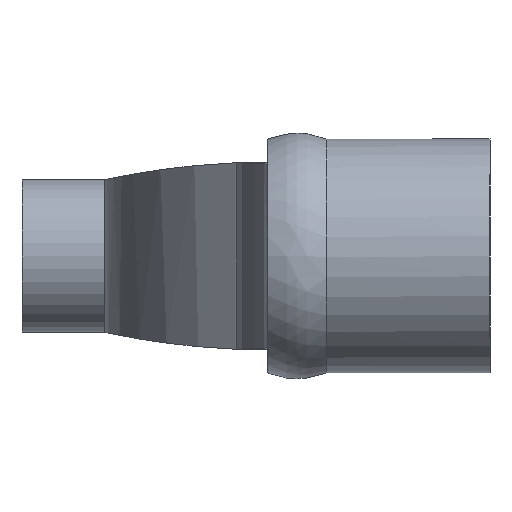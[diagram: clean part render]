
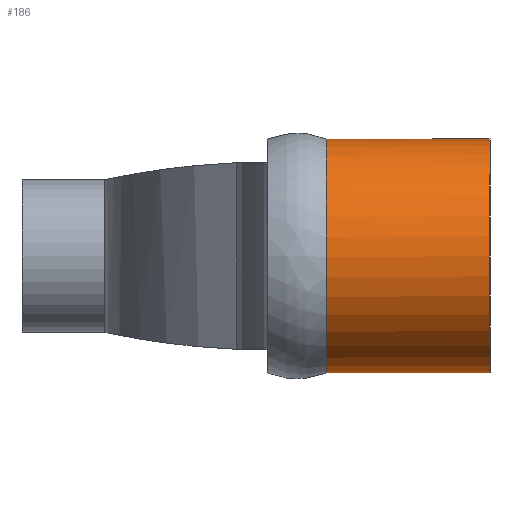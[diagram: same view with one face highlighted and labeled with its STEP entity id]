
A CAD part, left-side view. The second image highlights one B-rep face of the part: STEP entity #186.
In plain terms, the highlighted cylindrical face has radius 10 mm (diameter 20 mm), a full revolution.
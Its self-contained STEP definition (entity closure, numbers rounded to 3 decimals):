
#99=FACE_BOUND('',#259,.T.);
#100=FACE_BOUND('',#260,.T.);
#109=CYLINDRICAL_SURFACE('',#682,10.);
#137=B_SPLINE_CURVE_WITH_KNOTS('',3,(#1017,#1018,#1019,#1020),.UNSPECIFIED.,
.F.,.F.,(4,4),(0.,1.),.UNSPECIFIED.);
#138=B_SPLINE_CURVE_WITH_KNOTS('',3,(#1023,#1024,#1025,#1026),.UNSPECIFIED.,
.F.,.F.,(4,4),(0.,1.),.UNSPECIFIED.);
#167=CIRCLE('',#675,10.);
#168=CIRCLE('',#678,10.);
#169=CIRCLE('',#680,10.);
#170=CIRCLE('',#681,10.);
#186=ADVANCED_FACE('',(#99,#100),#109,.T.);
#259=EDGE_LOOP('',(#332,#333,#334,#335,#336));
#260=EDGE_LOOP('',(#337));
#332=ORIENTED_EDGE('',*,*,#559,.T.);
#333=ORIENTED_EDGE('',*,*,#560,.T.);
#334=ORIENTED_EDGE('',*,*,#561,.T.);
#335=ORIENTED_EDGE('',*,*,#537,.T.);
#336=ORIENTED_EDGE('',*,*,#562,.T.);
#337=ORIENTED_EDGE('',*,*,#558,.F.);
#473=VERTEX_POINT('',#855);
#475=VERTEX_POINT('',#864);
#493=VERTEX_POINT('',#1015);
#494=VERTEX_POINT('',#1021);
#495=VERTEX_POINT('',#1022);
#496=VERTEX_POINT('',#1027);
#537=EDGE_CURVE('',#473,#475,#167,.T.);
#558=EDGE_CURVE('',#493,#493,#168,.T.);
#559=EDGE_CURVE('',#494,#495,#137,.T.);
#560=EDGE_CURVE('',#495,#496,#138,.T.);
#561=EDGE_CURVE('',#496,#473,#169,.T.);
#562=EDGE_CURVE('',#475,#494,#170,.T.);
#675=AXIS2_PLACEMENT_3D('',#865,#733,#734);
#678=AXIS2_PLACEMENT_3D('',#1014,#743,#744);
#680=AXIS2_PLACEMENT_3D('',#1028,#747,#748);
#681=AXIS2_PLACEMENT_3D('',#1029,#749,#750);
#682=AXIS2_PLACEMENT_3D('',#1030,#751,#752);
#733=DIRECTION('',(0.,-1.,0.));
#734=DIRECTION('',(0.,0.,-1.));
#743=DIRECTION('',(0.,-1.,0.));
#744=DIRECTION('',(0.,0.,-1.));
#747=DIRECTION('',(0.,-1.,0.));
#748=DIRECTION('',(0.,0.,-1.));
#749=DIRECTION('',(0.,-1.,0.));
#750=DIRECTION('',(0.,0.,1.));
#751=DIRECTION('',(0.,-1.,0.));
#752=DIRECTION('',(0.,0.,-1.));
#855=CARTESIAN_POINT('',(136.726,56.25,7.826));
#864=CARTESIAN_POINT('',(136.726,56.25,-7.826));
#865=CARTESIAN_POINT('',(130.5,56.25,0.));
#1014=CARTESIAN_POINT('',(130.5,42.25,0.));
#1015=CARTESIAN_POINT('',(130.5,42.25,-10.));
#1017=CARTESIAN_POINT('',(140.495,56.25,-0.313));
#1018=CARTESIAN_POINT('',(140.498,56.25,-0.209));
#1019=CARTESIAN_POINT('',(140.5,56.25,-0.104));
#1020=CARTESIAN_POINT('',(140.5,56.25,0.));
#1021=CARTESIAN_POINT('',(140.497,56.25,-0.313));
#1022=CARTESIAN_POINT('',(140.499,56.25,0.));
#1023=CARTESIAN_POINT('',(140.5,56.25,0.));
#1024=CARTESIAN_POINT('',(140.5,56.25,0.104));
#1025=CARTESIAN_POINT('',(140.498,56.25,0.209));
#1026=CARTESIAN_POINT('',(140.495,56.25,0.313));
#1027=CARTESIAN_POINT('',(140.497,56.25,0.312));
#1028=CARTESIAN_POINT('',(130.5,56.25,0.));
#1029=CARTESIAN_POINT('',(130.5,56.25,0.));
#1030=CARTESIAN_POINT('',(130.5,34.75,0.));
